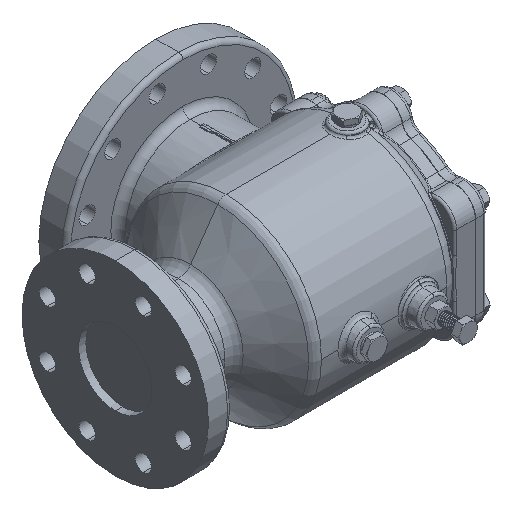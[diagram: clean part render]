
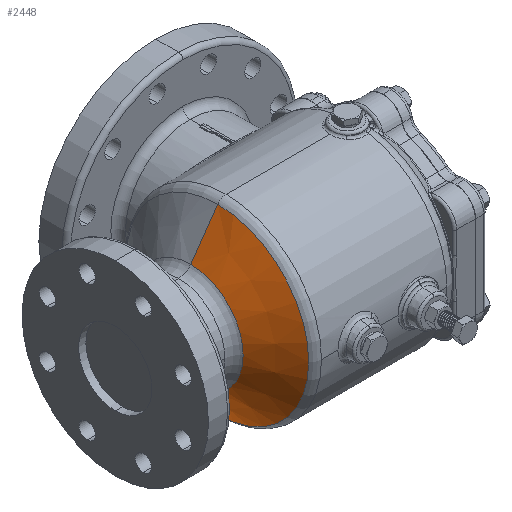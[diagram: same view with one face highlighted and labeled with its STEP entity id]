
A CAD part, isometric view. The second image highlights one B-rep face of the part: STEP entity #2448.
In plain terms, the highlighted conical face has half-angle 55 degrees and reference radius 71.528 mm.
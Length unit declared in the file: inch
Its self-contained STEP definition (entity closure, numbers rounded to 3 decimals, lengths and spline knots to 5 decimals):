
#143 = CARTESIAN_POINT ( 'NONE',  ( -4.6307, 0., 4.88307 ) ) ;
#2448 = ADVANCED_FACE ( 'NONE', ( #6270 ), #50107, .T. ) ;
#2751 = VECTOR ( 'NONE', #10756, 39.37008 ) ;
#3602 = CIRCLE ( 'NONE', #49335, 4.88307 ) ;
#3816 = EDGE_CURVE ( 'NONE', #47202, #61499, #52663, .T. ) ;
#5321 = DIRECTION ( 'NONE',  ( 0.574, 0., -0.819 ) ) ;
#6270 = FACE_OUTER_BOUND ( 'NONE', #34769, .T. ) ;
#10756 = DIRECTION ( 'NONE',  ( 0.574, 0., 0.819 ) ) ;
#11984 = AXIS2_PLACEMENT_3D ( 'NONE', #22215, #31571, #12672 ) ;
#12672 = DIRECTION ( 'NONE',  ( 0., 0., -1. ) ) ;
#13198 = VECTOR ( 'NONE', #5321, 39.37008 ) ;
#18324 = CIRCLE ( 'NONE', #46660, 2.81608 ) ;
#20594 = ORIENTED_EDGE ( 'NONE', *, *, #3816, .F. ) ;
#22215 = CARTESIAN_POINT ( 'NONE',  ( -6.07802, 0., 0. ) ) ;
#24959 = DIRECTION ( 'NONE',  ( -1., 0., 0. ) ) ;
#25632 = EDGE_CURVE ( 'NONE', #50632, #47202, #18324, .T. ) ;
#25897 = ORIENTED_EDGE ( 'NONE', *, *, #25632, .F. ) ;
#26079 = LINE ( 'NONE', #48904, #13198 ) ;
#27733 = EDGE_CURVE ( 'NONE', #50632, #38208, #26079, .T. ) ;
#27826 = CARTESIAN_POINT ( 'NONE',  ( -6.07802, 0., 0. ) ) ;
#29709 = ORIENTED_EDGE ( 'NONE', *, *, #27733, .T. ) ;
#31571 = DIRECTION ( 'NONE',  ( 1., 0., 0. ) ) ;
#32198 = CARTESIAN_POINT ( 'NONE',  ( -6.07802, 0., 2.81608 ) ) ;
#32674 = DIRECTION ( 'NONE',  ( 0., 0., 1. ) ) ;
#34084 = EDGE_CURVE ( 'NONE', #38208, #61499, #3602, .T. ) ;
#34769 = EDGE_LOOP ( 'NONE', ( #20594, #25897, #29709, #37718 ) ) ;
#37718 = ORIENTED_EDGE ( 'NONE', *, *, #34084, .T. ) ;
#38208 = VERTEX_POINT ( 'NONE', #49275 ) ;
#40460 = CARTESIAN_POINT ( 'NONE',  ( -6.07802, 0., -2.81608 ) ) ;
#44611 = CARTESIAN_POINT ( 'NONE',  ( -6.07802, 0., 2.81608 ) ) ;
#46660 = AXIS2_PLACEMENT_3D ( 'NONE', #27826, #61632, #32674 ) ;
#47202 = VERTEX_POINT ( 'NONE', #32198 ) ;
#48904 = CARTESIAN_POINT ( 'NONE',  ( -6.07802, 0., -2.81608 ) ) ;
#49275 = CARTESIAN_POINT ( 'NONE',  ( -4.6307, 0., -4.88307 ) ) ;
#49335 = AXIS2_PLACEMENT_3D ( 'NONE', #53934, #24959, #58836 ) ;
#50107 = CONICAL_SURFACE ( 'NONE', #11984, 2.81608, 0.96 ) ;
#50632 = VERTEX_POINT ( 'NONE', #40460 ) ;
#52663 = LINE ( 'NONE', #44611, #2751 ) ;
#53934 = CARTESIAN_POINT ( 'NONE',  ( -4.6307, 0., 0. ) ) ;
#58836 = DIRECTION ( 'NONE',  ( 0., 0., 1. ) ) ;
#61499 = VERTEX_POINT ( 'NONE', #143 ) ;
#61632 = DIRECTION ( 'NONE',  ( -1., 0., 0. ) ) ;
